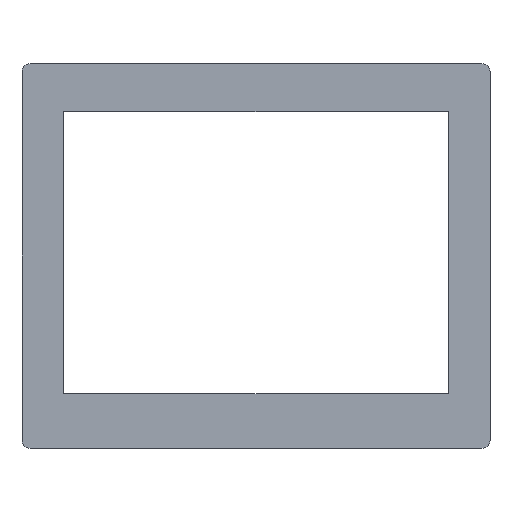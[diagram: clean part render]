
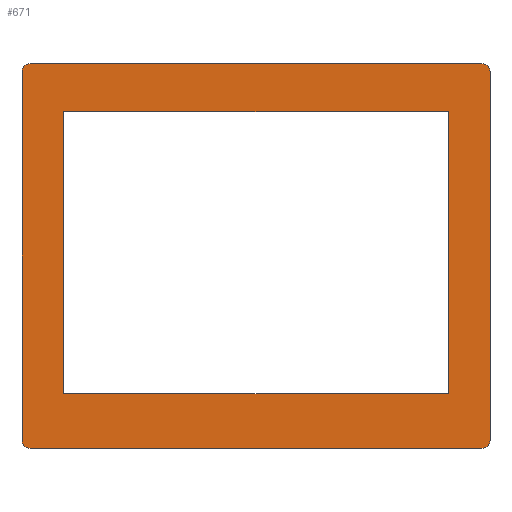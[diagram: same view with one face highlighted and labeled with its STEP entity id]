
A CAD part, front view. The second image highlights one B-rep face of the part: STEP entity #671.
In plain terms, the highlighted planar face has unit normal (0, -1, 0).
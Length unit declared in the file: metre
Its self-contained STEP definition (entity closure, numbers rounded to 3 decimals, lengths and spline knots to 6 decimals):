
#34=LINE('',#1012,#110);
#38=LINE('',#1021,#114);
#41=LINE('',#1027,#117);
#44=LINE('',#1033,#120);
#52=LINE('',#1050,#128);
#61=LINE('',#1069,#137);
#62=LINE('',#1073,#138);
#63=LINE('',#1077,#139);
#110=VECTOR('',#823,1.);
#114=VECTOR('',#829,1.);
#117=VECTOR('',#834,1.);
#120=VECTOR('',#839,1.);
#128=VECTOR('',#849,1.);
#137=VECTOR('',#864,1.);
#138=VECTOR('',#867,1.);
#139=VECTOR('',#870,1.);
#177=PLANE('',#730);
#266=ORIENTED_EDGE('',*,*,#418,.F.);
#267=ORIENTED_EDGE('',*,*,#435,.T.);
#268=ORIENTED_EDGE('',*,*,#436,.F.);
#269=ORIENTED_EDGE('',*,*,#437,.T.);
#270=ORIENTED_EDGE('',*,*,#438,.T.);
#271=ORIENTED_EDGE('',*,*,#439,.T.);
#272=ORIENTED_EDGE('',*,*,#440,.T.);
#273=ORIENTED_EDGE('',*,*,#441,.T.);
#274=ORIENTED_EDGE('',*,*,#408,.T.);
#275=ORIENTED_EDGE('',*,*,#412,.T.);
#276=ORIENTED_EDGE('',*,*,#415,.F.);
#277=ORIENTED_EDGE('',*,*,#426,.F.);
#408=EDGE_CURVE('',#494,#495,#34,.T.);
#412=EDGE_CURVE('',#495,#498,#38,.T.);
#415=EDGE_CURVE('',#500,#498,#41,.T.);
#418=EDGE_CURVE('',#502,#503,#44,.T.);
#426=EDGE_CURVE('',#494,#500,#52,.T.);
#435=EDGE_CURVE('',#502,#516,#542,.T.);
#436=EDGE_CURVE('',#517,#516,#61,.T.);
#437=EDGE_CURVE('',#517,#518,#543,.T.);
#438=EDGE_CURVE('',#518,#519,#62,.T.);
#439=EDGE_CURVE('',#519,#520,#544,.T.);
#440=EDGE_CURVE('',#520,#521,#63,.T.);
#441=EDGE_CURVE('',#521,#503,#545,.T.);
#494=VERTEX_POINT('',#1013);
#495=VERTEX_POINT('',#1014);
#498=VERTEX_POINT('',#1022);
#500=VERTEX_POINT('',#1028);
#502=VERTEX_POINT('',#1034);
#503=VERTEX_POINT('',#1035);
#516=VERTEX_POINT('',#1068);
#517=VERTEX_POINT('',#1070);
#518=VERTEX_POINT('',#1072);
#519=VERTEX_POINT('',#1074);
#520=VERTEX_POINT('',#1076);
#521=VERTEX_POINT('',#1078);
#542=CIRCLE('',#731,0.0025);
#543=CIRCLE('',#732,0.0025);
#544=CIRCLE('',#733,0.0025);
#545=CIRCLE('',#734,0.0025);
#572=EDGE_LOOP('',(#266,#267,#268,#269,#270,#271,#272,#273));
#573=EDGE_LOOP('',(#274,#275,#276,#277));
#620=FACE_BOUND('',#572,.T.);
#621=FACE_BOUND('',#573,.T.);
#671=ADVANCED_FACE('',(#620,#621),#177,.T.);
#730=AXIS2_PLACEMENT_3D('',#1066,#860,#861);
#731=AXIS2_PLACEMENT_3D('',#1067,#862,#863);
#732=AXIS2_PLACEMENT_3D('',#1071,#865,#866);
#733=AXIS2_PLACEMENT_3D('',#1075,#868,#869);
#734=AXIS2_PLACEMENT_3D('',#1079,#871,#872);
#823=DIRECTION('',(1.,0.,0.));
#829=DIRECTION('',(0.,0.,-1.));
#834=DIRECTION('',(1.,0.,0.));
#839=DIRECTION('',(0.,0.,-1.));
#849=DIRECTION('',(0.,0.,-1.));
#860=DIRECTION('',(0.,-1.,0.));
#861=DIRECTION('',(1.,0.,0.));
#862=DIRECTION('',(0.,-1.,0.));
#863=DIRECTION('',(0.,0.,-1.));
#864=DIRECTION('',(1.,0.,0.));
#865=DIRECTION('',(0.,-1.,0.));
#866=DIRECTION('',(0.,0.,-1.));
#867=DIRECTION('',(0.,0.,-1.));
#868=DIRECTION('',(0.,-1.,0.));
#869=DIRECTION('',(0.,0.,-1.));
#870=DIRECTION('',(1.,0.,0.));
#871=DIRECTION('',(0.,-1.,0.));
#872=DIRECTION('',(0.,0.,-1.));
#1012=CARTESIAN_POINT('',(-0.001738,0.,0.043034));
#1013=CARTESIAN_POINT('',(-0.061738,0.,0.043034));
#1014=CARTESIAN_POINT('',(0.058262,0.,0.043034));
#1021=CARTESIAN_POINT('',(0.058262,0.,-0.002966));
#1022=CARTESIAN_POINT('',(0.058262,0.,-0.044966));
#1027=CARTESIAN_POINT('',(-0.001738,0.,-0.044966));
#1028=CARTESIAN_POINT('',(-0.061738,0.,-0.044966));
#1033=CARTESIAN_POINT('',(0.071262,0.,-0.002966));
#1034=CARTESIAN_POINT('',(0.071262,0.,0.055534));
#1035=CARTESIAN_POINT('',(0.071262,0.,-0.059466));
#1050=CARTESIAN_POINT('',(-0.061738,0.,-0.000966));
#1066=CARTESIAN_POINT('',(-0.001738,0.,-0.001966));
#1067=CARTESIAN_POINT('',(0.068762,0.,0.055534));
#1068=CARTESIAN_POINT('',(0.068762,0.,0.058034));
#1069=CARTESIAN_POINT('',(-0.001738,0.,0.058034));
#1070=CARTESIAN_POINT('',(-0.072238,0.,0.058034));
#1071=CARTESIAN_POINT('',(-0.072238,0.,0.055534));
#1072=CARTESIAN_POINT('',(-0.074738,0.,0.055534));
#1073=CARTESIAN_POINT('',(-0.074738,0.,-0.001966));
#1074=CARTESIAN_POINT('',(-0.074738,0.,-0.059466));
#1075=CARTESIAN_POINT('',(-0.072238,0.,-0.059466));
#1076=CARTESIAN_POINT('',(-0.072238,0.,-0.061966));
#1077=CARTESIAN_POINT('',(-0.001738,0.,-0.061966));
#1078=CARTESIAN_POINT('',(0.068762,0.,-0.061966));
#1079=CARTESIAN_POINT('',(0.068762,0.,-0.059466));
